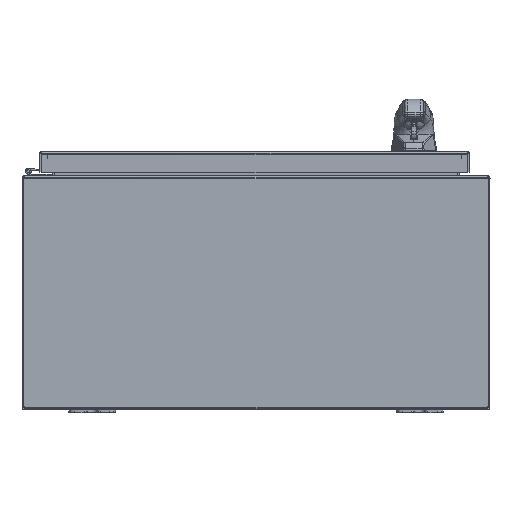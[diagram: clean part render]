
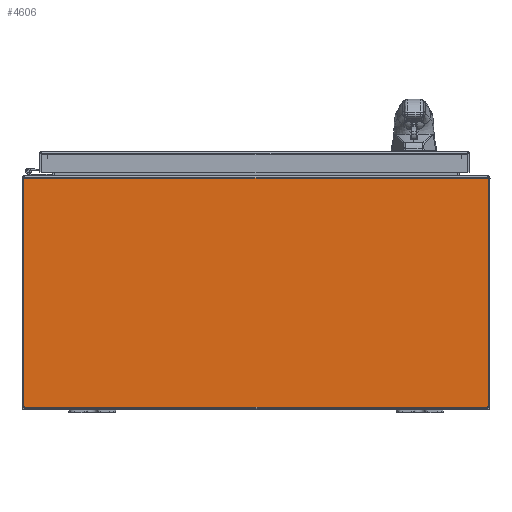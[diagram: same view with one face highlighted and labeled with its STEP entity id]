
A CAD part, front view. The second image highlights one B-rep face of the part: STEP entity #4606.
In plain terms, the highlighted planar face has unit normal (0, -1, 0).
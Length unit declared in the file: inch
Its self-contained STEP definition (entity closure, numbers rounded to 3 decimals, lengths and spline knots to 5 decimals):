
#1135 = AXIS2_PLACEMENT_3D ( 'NONE', #115438, #61726, #8165 ) ;
#2871 = DIRECTION ( 'NONE',  ( -1., 0., 0. ) ) ;
#3256 = ORIENTED_EDGE ( 'NONE', *, *, #56400, .T. ) ;
#4457 = CARTESIAN_POINT ( 'NONE',  ( -9.963, -12., 0.12745 ) ) ;
#4606 = ADVANCED_FACE ( 'NONE', ( #36243 ), #65728, .F. ) ;
#7057 = LINE ( 'NONE', #24648, #54622 ) ;
#8061 = ORIENTED_EDGE ( 'NONE', *, *, #63084, .T. ) ;
#8165 = DIRECTION ( 'NONE',  ( 1., 0., 0. ) ) ;
#13295 = CARTESIAN_POINT ( 'NONE',  ( 9.963, -12., 9.89475 ) ) ;
#13977 = VERTEX_POINT ( 'NONE', #77243 ) ;
#17692 = CARTESIAN_POINT ( 'NONE',  ( 9.88277, -12., 0.10525 ) ) ;
#18930 = ORIENTED_EDGE ( 'NONE', *, *, #85144, .T. ) ;
#21712 = EDGE_CURVE ( 'NONE', #55143, #27417, #103935, .T. ) ;
#22283 = DIRECTION ( 'NONE',  ( 0., 0., -1. ) ) ;
#23383 = EDGE_LOOP ( 'NONE', ( #18930, #115903, #8061, #72304, #3256, #41634, #59450, #34292 ) ) ;
#24106 = VERTEX_POINT ( 'NONE', #75827 ) ;
#24648 = CARTESIAN_POINT ( 'NONE',  ( -9.963, -12., 0.12745 ) ) ;
#27417 = VERTEX_POINT ( 'NONE', #42909 ) ;
#32486 = VECTOR ( 'NONE', #108313, 39.37008 ) ;
#34292 = ORIENTED_EDGE ( 'NONE', *, *, #102416, .F. ) ;
#36243 = FACE_OUTER_BOUND ( 'NONE', #23383, .T. ) ;
#41634 = ORIENTED_EDGE ( 'NONE', *, *, #102093, .T. ) ;
#42909 = CARTESIAN_POINT ( 'NONE',  ( -9.91495, -12., 9.89475 ) ) ;
#49406 = CARTESIAN_POINT ( 'NONE',  ( -9.93789, -12., 0.06211 ) ) ;
#52529 = DIRECTION ( 'NONE',  ( -1., 0., 0. ) ) ;
#54622 = VECTOR ( 'NONE', #60186, 39.37008 ) ;
#55143 = VERTEX_POINT ( 'NONE', #86195 ) ;
#56400 = EDGE_CURVE ( 'NONE', #66454, #24106, #103108, .T. ) ;
#58404 = DIRECTION ( 'NONE',  ( 1., 0., 0. ) ) ;
#58610 = VECTOR ( 'NONE', #69249, 39.37008 ) ;
#59450 = ORIENTED_EDGE ( 'NONE', *, *, #87862, .T. ) ;
#59870 = LINE ( 'NONE', #13295, #107534 ) ;
#60186 = DIRECTION ( 'NONE',  ( 0., 0., 1. ) ) ;
#61726 = DIRECTION ( 'NONE',  ( 0., 1., 0. ) ) ;
#62866 = AXIS2_PLACEMENT_3D ( 'NONE', #63519, #63409, #63271 ) ;
#63084 = EDGE_CURVE ( 'NONE', #27417, #68143, #114069, .T. ) ;
#63271 = DIRECTION ( 'NONE',  ( 1., 0., 0. ) ) ;
#63409 = DIRECTION ( 'NONE',  ( 0., 1., 0. ) ) ;
#63519 = CARTESIAN_POINT ( 'NONE',  ( 0., -12., 5.00948 ) ) ;
#63766 = VERTEX_POINT ( 'NONE', #17692 ) ;
#65461 = CARTESIAN_POINT ( 'NONE',  ( 9.963, -12., 9.89475 ) ) ;
#65728 = PLANE ( 'NONE',  #62866 ) ;
#66454 = VERTEX_POINT ( 'NONE', #4457 ) ;
#68143 = VERTEX_POINT ( 'NONE', #78946 ) ;
#69249 = DIRECTION ( 'NONE',  ( 1., 0., 0. ) ) ;
#70527 = CARTESIAN_POINT ( 'NONE',  ( -9.91495, -12., 9.89475 ) ) ;
#72189 = EDGE_CURVE ( 'NONE', #66454, #68143, #7057, .T. ) ;
#72304 = ORIENTED_EDGE ( 'NONE', *, *, #72189, .F. ) ;
#75827 = CARTESIAN_POINT ( 'NONE',  ( -9.88277, -12., 0.10525 ) ) ;
#77243 = CARTESIAN_POINT ( 'NONE',  ( 9.963, -12., 0.12745 ) ) ;
#78716 = CIRCLE ( 'NONE', #1135, 0.07 ) ;
#78946 = CARTESIAN_POINT ( 'NONE',  ( -9.963, -12., 9.89475 ) ) ;
#85144 = EDGE_CURVE ( 'NONE', #89814, #55143, #107277, .T. ) ;
#86195 = CARTESIAN_POINT ( 'NONE',  ( 9.91495, -12., 9.89475 ) ) ;
#87486 = VECTOR ( 'NONE', #52529, 39.37008 ) ;
#87862 = EDGE_CURVE ( 'NONE', #63766, #13977, #78716, .T. ) ;
#89140 = AXIS2_PLACEMENT_3D ( 'NONE', #49406, #112063, #58404 ) ;
#89814 = VERTEX_POINT ( 'NONE', #95320 ) ;
#95320 = CARTESIAN_POINT ( 'NONE',  ( 9.963, -12., 9.89475 ) ) ;
#102093 = EDGE_CURVE ( 'NONE', #24106, #63766, #106295, .T. ) ;
#102416 = EDGE_CURVE ( 'NONE', #89814, #13977, #59870, .T. ) ;
#103108 = CIRCLE ( 'NONE', #89140, 0.07 ) ;
#103935 = LINE ( 'NONE', #107816, #32486 ) ;
#106295 = LINE ( 'NONE', #113962, #58610 ) ;
#107277 = LINE ( 'NONE', #65461, #110115 ) ;
#107534 = VECTOR ( 'NONE', #22283, 39.37008 ) ;
#107816 = CARTESIAN_POINT ( 'NONE',  ( 9.91495, -12., 9.89475 ) ) ;
#108313 = DIRECTION ( 'NONE',  ( -1., 0., 0. ) ) ;
#110115 = VECTOR ( 'NONE', #2871, 39.37008 ) ;
#112063 = DIRECTION ( 'NONE',  ( 0., 1., 0. ) ) ;
#113962 = CARTESIAN_POINT ( 'NONE',  ( -9.88277, -12., 0.10525 ) ) ;
#114069 = LINE ( 'NONE', #70527, #87486 ) ;
#115438 = CARTESIAN_POINT ( 'NONE',  ( 9.93789, -12., 0.06211 ) ) ;
#115903 = ORIENTED_EDGE ( 'NONE', *, *, #21712, .T. ) ;
